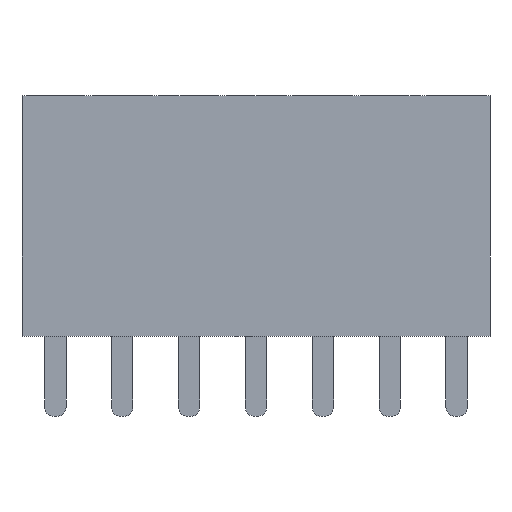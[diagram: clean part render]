
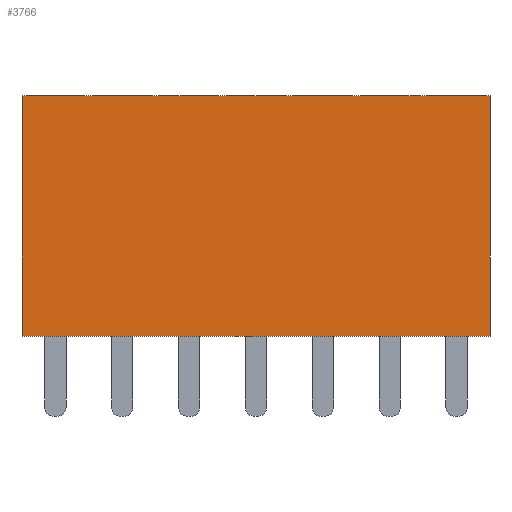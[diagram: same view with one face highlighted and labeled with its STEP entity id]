
A CAD part, left-side view. The second image highlights one B-rep face of the part: STEP entity #3766.
In plain terms, the highlighted planar face has unit normal (-1, 0, 0).
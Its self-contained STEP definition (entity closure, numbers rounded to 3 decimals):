
#226=FACE_OUTER_BOUND('',#439,.T.);
#439=EDGE_LOOP('',(#2500,#2501,#2502,#2503));
#668=LINE('',#5298,#1119);
#669=LINE('',#5301,#1120);
#670=LINE('',#5303,#1121);
#671=LINE('',#5304,#1122);
#1119=VECTOR('',#4277,10.);
#1120=VECTOR('',#4280,10.);
#1121=VECTOR('',#4281,10.);
#1122=VECTOR('',#4282,10.);
#1568=VERTEX_POINT('',#5292);
#1570=VERTEX_POINT('',#5296);
#1571=VERTEX_POINT('',#5300);
#1572=VERTEX_POINT('',#5302);
#1936=EDGE_CURVE('',#1568,#1570,#668,.T.);
#1937=EDGE_CURVE('',#1568,#1571,#669,.T.);
#1938=EDGE_CURVE('',#1570,#1572,#670,.T.);
#1939=EDGE_CURVE('',#1571,#1572,#671,.T.);
#2500=ORIENTED_EDGE('',*,*,#1937,.F.);
#2501=ORIENTED_EDGE('',*,*,#1936,.T.);
#2502=ORIENTED_EDGE('',*,*,#1938,.T.);
#2503=ORIENTED_EDGE('',*,*,#1939,.F.);
#3623=PLANE('',#3988);
#3766=ADVANCED_FACE('',(#226),#3623,.T.);
#3988=AXIS2_PLACEMENT_3D('',#5299,#4278,#4279);
#4277=DIRECTION('',(0.,-1.,0.));
#4278=DIRECTION('center_axis',(-1.,0.,0.));
#4279=DIRECTION('ref_axis',(0.,-1.,0.));
#4280=DIRECTION('',(0.,0.,1.));
#4281=DIRECTION('',(0.,0.,1.));
#4282=DIRECTION('',(0.,-1.,0.));
#5292=CARTESIAN_POINT('',(-1.25,16.25,0.));
#5296=CARTESIAN_POINT('',(-1.25,-1.25,0.));
#5298=CARTESIAN_POINT('',(-1.25,23.75,0.));
#5299=CARTESIAN_POINT('Origin',(-1.25,1.25,0.));
#5300=CARTESIAN_POINT('',(-1.25,16.25,9.));
#5301=CARTESIAN_POINT('',(-1.25,16.25,2.25));
#5302=CARTESIAN_POINT('',(-1.25,-1.25,9.));
#5303=CARTESIAN_POINT('',(-1.25,-1.25,0.));
#5304=CARTESIAN_POINT('',(-1.25,23.75,9.));
